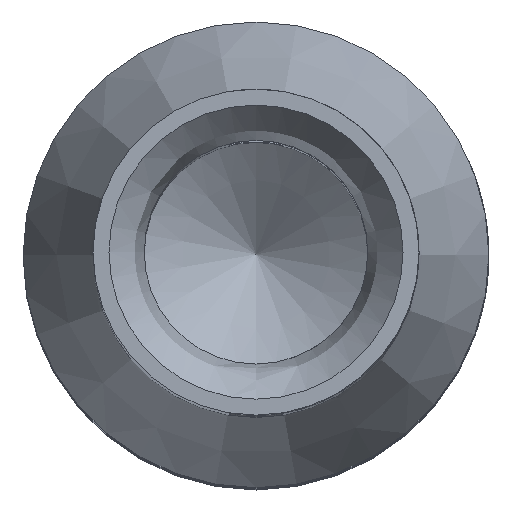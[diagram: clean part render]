
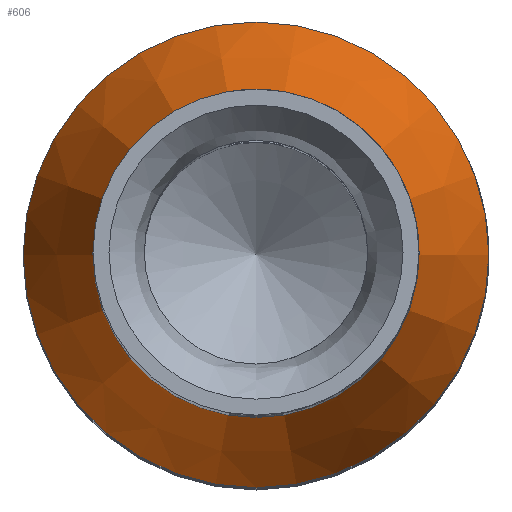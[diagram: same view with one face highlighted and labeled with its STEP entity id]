
A CAD part, top view. The second image highlights one B-rep face of the part: STEP entity #606.
In plain terms, the highlighted conical face has half-angle 21.918 degrees and reference radius 1.75 mm.
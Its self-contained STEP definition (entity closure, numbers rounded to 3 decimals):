
#398=CONICAL_SURFACE('',#3506,1.75,21.918);
#606=ADVANCED_FACE('',(#724,#725),#398,.T.);
#724=FACE_BOUND('',#894,.T.);
#725=FACE_BOUND('',#895,.T.);
#894=EDGE_LOOP('',(#1480));
#895=EDGE_LOOP('',(#1481));
#1480=ORIENTED_EDGE('',*,*,#2087,.T.);
#1481=ORIENTED_EDGE('',*,*,#2088,.F.);
#1771=VERTEX_POINT('',#5837);
#1772=VERTEX_POINT('',#5839);
#2087=EDGE_CURVE('',#1771,#1771,#2302,.T.);
#2088=EDGE_CURVE('',#1772,#1772,#2303,.T.);
#2302=CIRCLE('',#3504,1.);
#2303=CIRCLE('',#3505,1.75);
#3504=AXIS2_PLACEMENT_3D('',#5836,#4224,#4225);
#3505=AXIS2_PLACEMENT_3D('',#5838,#4226,#4227);
#3506=AXIS2_PLACEMENT_3D('',#5840,#4228,#4229);
#4224=DIRECTION('',(0.,0.,-1.));
#4225=DIRECTION('',(-1.,0.,0.));
#4226=DIRECTION('',(0.,0.,-1.));
#4227=DIRECTION('',(-1.,0.,0.));
#4228=DIRECTION('',(0.,0.,-1.));
#4229=DIRECTION('',(-1.,0.,0.));
#5836=CARTESIAN_POINT('',(0.,0.,11.5));
#5837=CARTESIAN_POINT('',(-1.,0.,11.5));
#5838=CARTESIAN_POINT('',(0.,0.,9.636));
#5839=CARTESIAN_POINT('',(-1.75,0.,9.636));
#5840=CARTESIAN_POINT('',(0.,0.,9.636));
